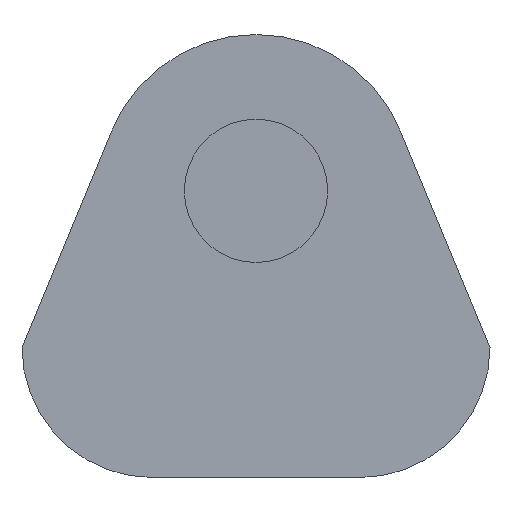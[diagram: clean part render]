
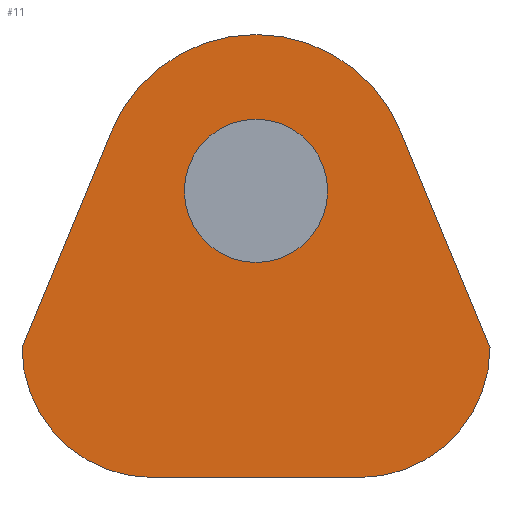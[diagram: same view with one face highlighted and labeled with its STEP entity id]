
A CAD part, front view. The second image highlights one B-rep face of the part: STEP entity #11.
In plain terms, the highlighted planar face has unit normal (0, -1, 0).
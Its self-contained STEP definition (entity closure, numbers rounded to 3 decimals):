
#4 = CIRCLE ( 'NONE', #330, 9.99 ) ;
#9 = CARTESIAN_POINT ( 'NONE',  ( 0., 0., 0. ) ) ;
#10 = LINE ( 'NONE', #143, #288 ) ;
#11 = ADVANCED_FACE ( 'NONE', ( #439, #163 ), #492, .F. ) ;
#12 = DIRECTION ( 'NONE',  ( 0., 1., 0. ) ) ;
#18 = EDGE_LOOP ( 'NONE', ( #472, #532 ) ) ;
#23 = DIRECTION ( 'NONE',  ( 0., 0., 1. ) ) ;
#25 = VERTEX_POINT ( 'NONE', #27 ) ;
#27 = CARTESIAN_POINT ( 'NONE',  ( -11.087, 0., 4.592 ) ) ;
#29 = AXIS2_PLACEMENT_3D ( 'NONE', #222, #264, #57 ) ;
#47 = AXIS2_PLACEMENT_3D ( 'NONE', #400, #155, #23 ) ;
#55 = LINE ( 'NONE', #382, #353 ) ;
#56 = DIRECTION ( 'NONE',  ( -0.383, 0., -0.924 ) ) ;
#57 = DIRECTION ( 'NONE',  ( 0., 0., 1. ) ) ;
#66 = DIRECTION ( 'NONE',  ( 0., 0., 1. ) ) ;
#74 = DIRECTION ( 'NONE',  ( 0., 0., 1. ) ) ;
#85 = DIRECTION ( 'NONE',  ( 0., 1., 0. ) ) ;
#87 = CARTESIAN_POINT ( 'NONE',  ( 17.959, 0., 0. ) ) ;
#91 = CARTESIAN_POINT ( 'NONE',  ( -17.959, 0., 0. ) ) ;
#94 = CIRCLE ( 'NONE', #29, 12. ) ;
#111 = EDGE_CURVE ( 'NONE', #117, #309, #424, .T. ) ;
#117 = VERTEX_POINT ( 'NONE', #420 ) ;
#120 = CIRCLE ( 'NONE', #188, 5.5 ) ;
#132 = CARTESIAN_POINT ( 'NONE',  ( 17.959, 0., -12.01 ) ) ;
#134 = DIRECTION ( 'NONE',  ( -1., 0., 0. ) ) ;
#137 = VECTOR ( 'NONE', #508, 1000. ) ;
#139 = ORIENTED_EDGE ( 'NONE', *, *, #169, .F. ) ;
#143 = CARTESIAN_POINT ( 'NONE',  ( 0., 0., -22. ) ) ;
#150 = VERTEX_POINT ( 'NONE', #376 ) ;
#155 = DIRECTION ( 'NONE',  ( 0., -1., 0. ) ) ;
#156 = ORIENTED_EDGE ( 'NONE', *, *, #377, .T. ) ;
#163 = FACE_OUTER_BOUND ( 'NONE', #311, .T. ) ;
#169 = EDGE_CURVE ( 'NONE', #437, #260, #533, .T. ) ;
#178 = DIRECTION ( 'NONE',  ( 0., 0., -1. ) ) ;
#188 = AXIS2_PLACEMENT_3D ( 'NONE', #9, #12, #219 ) ;
#192 = AXIS2_PLACEMENT_3D ( 'NONE', #254, #85, #375 ) ;
#206 = ORIENTED_EDGE ( 'NONE', *, *, #458, .T. ) ;
#210 = DIRECTION ( 'NONE',  ( 0., 1., 0. ) ) ;
#214 = CARTESIAN_POINT ( 'NONE',  ( 7.969, 0., -22. ) ) ;
#219 = DIRECTION ( 'NONE',  ( 0., 0., 1. ) ) ;
#222 = CARTESIAN_POINT ( 'NONE',  ( 0., 0., 0. ) ) ;
#223 = CARTESIAN_POINT ( 'NONE',  ( 11.087, 0., 4.592 ) ) ;
#230 = VERTEX_POINT ( 'NONE', #214 ) ;
#232 = CARTESIAN_POINT ( 'NONE',  ( -17.959, 0., -12.01 ) ) ;
#236 = CARTESIAN_POINT ( 'NONE',  ( 0., 0., 0. ) ) ;
#247 = ORIENTED_EDGE ( 'NONE', *, *, #401, .F. ) ;
#254 = CARTESIAN_POINT ( 'NONE',  ( 0., 0., 0. ) ) ;
#255 = DIRECTION ( 'NONE',  ( 0., 0., -1. ) ) ;
#260 = VERTEX_POINT ( 'NONE', #132 ) ;
#264 = DIRECTION ( 'NONE',  ( 0., 1., 0. ) ) ;
#283 = VERTEX_POINT ( 'NONE', #223 ) ;
#285 = EDGE_CURVE ( 'NONE', #230, #484, #10, .T. ) ;
#288 = VECTOR ( 'NONE', #134, 1000. ) ;
#303 = EDGE_CURVE ( 'NONE', #309, #117, #120, .T. ) ;
#309 = VERTEX_POINT ( 'NONE', #469 ) ;
#311 = EDGE_LOOP ( 'NONE', ( #247, #394, #156, #206, #368, #408, #139, #453 ) ) ;
#312 = CARTESIAN_POINT ( 'NONE',  ( -7.969, 0., -22. ) ) ;
#320 = DIRECTION ( 'NONE',  ( 0., 1., 0. ) ) ;
#330 = AXIS2_PLACEMENT_3D ( 'NONE', #362, #320, #66 ) ;
#338 = AXIS2_PLACEMENT_3D ( 'NONE', #236, #210, #74 ) ;
#339 = EDGE_CURVE ( 'NONE', #25, #150, #55, .T. ) ;
#349 = LINE ( 'NONE', #91, #498 ) ;
#353 = VECTOR ( 'NONE', #56, 1000. ) ;
#362 = CARTESIAN_POINT ( 'NONE',  ( 7.969, 0., -12.01 ) ) ;
#368 = ORIENTED_EDGE ( 'NONE', *, *, #285, .F. ) ;
#375 = DIRECTION ( 'NONE',  ( 0., 0., 1. ) ) ;
#376 = CARTESIAN_POINT ( 'NONE',  ( -17.959, 0., -12. ) ) ;
#377 = EDGE_CURVE ( 'NONE', #150, #479, #349, .T. ) ;
#382 = CARTESIAN_POINT ( 'NONE',  ( -11.087, 0., 4.592 ) ) ;
#384 = EDGE_CURVE ( 'NONE', #283, #437, #506, .T. ) ;
#394 = ORIENTED_EDGE ( 'NONE', *, *, #339, .T. ) ;
#397 = CARTESIAN_POINT ( 'NONE',  ( 17.959, 0., -12. ) ) ;
#400 = CARTESIAN_POINT ( 'NONE',  ( -7.969, 0., -12.01 ) ) ;
#401 = EDGE_CURVE ( 'NONE', #25, #283, #94, .T. ) ;
#408 = ORIENTED_EDGE ( 'NONE', *, *, #535, .F. ) ;
#420 = CARTESIAN_POINT ( 'NONE',  ( 0., 0., 5.5 ) ) ;
#424 = CIRCLE ( 'NONE', #192, 5.5 ) ;
#437 = VERTEX_POINT ( 'NONE', #397 ) ;
#439 = FACE_BOUND ( 'NONE', #18, .T. ) ;
#453 = ORIENTED_EDGE ( 'NONE', *, *, #384, .F. ) ;
#458 = EDGE_CURVE ( 'NONE', #479, #484, #510, .T. ) ;
#469 = CARTESIAN_POINT ( 'NONE',  ( 0., 0., -5.5 ) ) ;
#472 = ORIENTED_EDGE ( 'NONE', *, *, #303, .T. ) ;
#479 = VERTEX_POINT ( 'NONE', #232 ) ;
#484 = VERTEX_POINT ( 'NONE', #312 ) ;
#492 = PLANE ( 'NONE',  #338 ) ;
#498 = VECTOR ( 'NONE', #178, 1000. ) ;
#502 = VECTOR ( 'NONE', #255, 1000. ) ;
#505 = CARTESIAN_POINT ( 'NONE',  ( 11.087, 0., 4.592 ) ) ;
#506 = LINE ( 'NONE', #505, #137 ) ;
#508 = DIRECTION ( 'NONE',  ( 0.383, 0., -0.924 ) ) ;
#510 = CIRCLE ( 'NONE', #47, 9.99 ) ;
#532 = ORIENTED_EDGE ( 'NONE', *, *, #111, .T. ) ;
#533 = LINE ( 'NONE', #87, #502 ) ;
#535 = EDGE_CURVE ( 'NONE', #260, #230, #4, .T. ) ;
